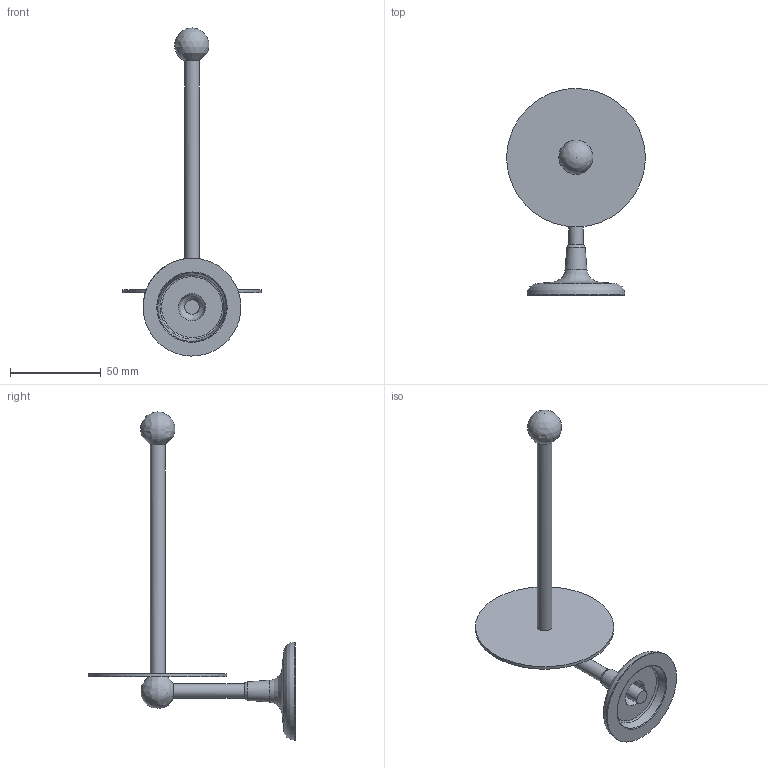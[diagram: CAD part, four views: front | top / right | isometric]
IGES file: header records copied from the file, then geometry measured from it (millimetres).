
Global section: file name: N1031; native system: Autodesk Inventor 2018; preprocessor: unknown; author: adaniels; date: 20190705.122200; units: millimetre
Bounding box: 76.15 x 114.1 x 180.99 mm (x, y, z)
Volume: 34807.1 mm3; surface area: 22352.6 mm2
Topology: 1 solids, 1 shells, 21 faces, 62 edges, 47 vertices
Faces by surface type: bspline 21
